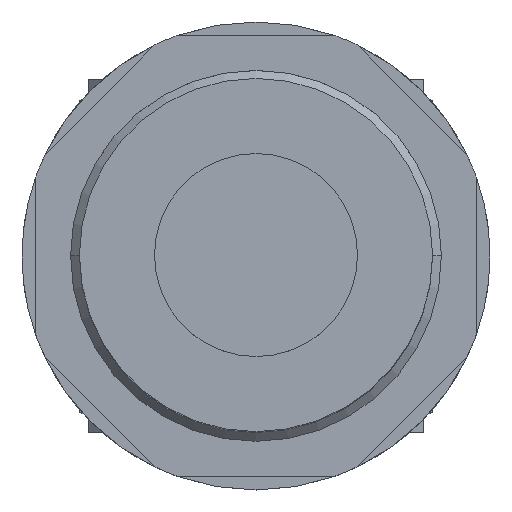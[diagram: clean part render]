
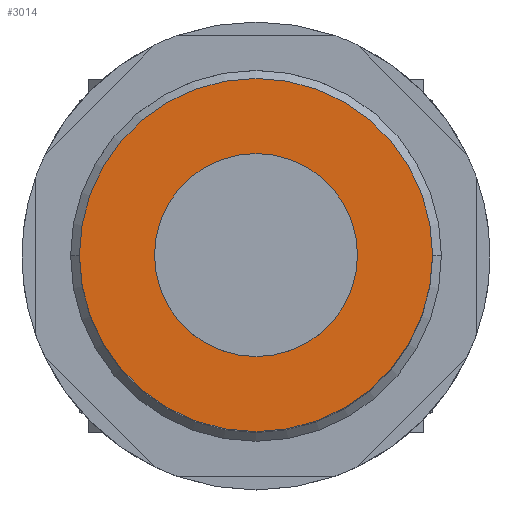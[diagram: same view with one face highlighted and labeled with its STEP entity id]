
A CAD part, top view. The second image highlights one B-rep face of the part: STEP entity #3014.
In plain terms, the highlighted planar face has unit normal (0, 0, 1).
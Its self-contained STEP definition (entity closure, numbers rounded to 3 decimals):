
#1774=CARTESIAN_POINT('',(20.,0.0,106.2));
#1775=VERTEX_POINT('',#1774);
#1791=CARTESIAN_POINT('',(-20.,0.,106.2));
#1792=VERTEX_POINT('',#1791);
#1799=CARTESIAN_POINT('',(0.0,0.0,106.2));
#1800=DIRECTION('',(0.0,0.0,1.0));
#1801=DIRECTION('',(1.0,0.0,0.0));
#1802=AXIS2_PLACEMENT_3D('',#1799,#1800,#1801);
#1803=CIRCLE('',#1802,20.);
#1804=EDGE_CURVE('',#1775,#1792,#1803,.T.);
#1814=CARTESIAN_POINT('',(11.5,0.0,106.2));
#1815=VERTEX_POINT('',#1814);
#1824=CARTESIAN_POINT('',(-11.5,0.,106.2));
#1825=VERTEX_POINT('',#1824);
#1826=CARTESIAN_POINT('',(0.0,0.0,106.2));
#1827=DIRECTION('',(0.0,0.0,1.0));
#1828=DIRECTION('',(1.0,0.0,0.0));
#1829=AXIS2_PLACEMENT_3D('',#1826,#1827,#1828);
#1830=CIRCLE('',#1829,11.5);
#1831=EDGE_CURVE('',#1815,#1825,#1830,.T.);
#2985=CARTESIAN_POINT('',(0.0,0.0,106.2));
#2986=DIRECTION('',(0.0,0.0,1.0));
#2987=DIRECTION('',(1.0,0.0,0.0));
#2988=AXIS2_PLACEMENT_3D('',#2985,#2986,#2987);
#2989=CIRCLE('',#2988,11.5);
#2990=EDGE_CURVE('',#1825,#1815,#2989,.T.);
#2995=CARTESIAN_POINT('',(15.75,0.0,106.2));
#2996=DIRECTION('',(0.0,0.0,1.0));
#2997=DIRECTION('',(1.0,0.0,0.0));
#2998=AXIS2_PLACEMENT_3D('',#2995,#2996,#2997);
#2999=PLANE('',#2998);
#3000=ORIENTED_EDGE('',*,*,#1804,.T.);
#3001=CARTESIAN_POINT('',(0.0,0.0,106.2));
#3002=DIRECTION('',(0.0,0.0,1.0));
#3003=DIRECTION('',(1.0,0.0,0.0));
#3004=AXIS2_PLACEMENT_3D('',#3001,#3002,#3003);
#3005=CIRCLE('',#3004,20.);
#3006=EDGE_CURVE('',#1792,#1775,#3005,.T.);
#3007=ORIENTED_EDGE('',*,*,#3006,.T.);
#3008=EDGE_LOOP('',(#3000,#3007));
#3009=FACE_OUTER_BOUND('',#3008,.T.);
#3010=ORIENTED_EDGE('',*,*,#1831,.F.);
#3011=ORIENTED_EDGE('',*,*,#2990,.F.);
#3012=EDGE_LOOP('',(#3010,#3011));
#3013=FACE_BOUND('',#3012,.T.);
#3014=ADVANCED_FACE('',(#3009,#3013),#2999,.T.);
